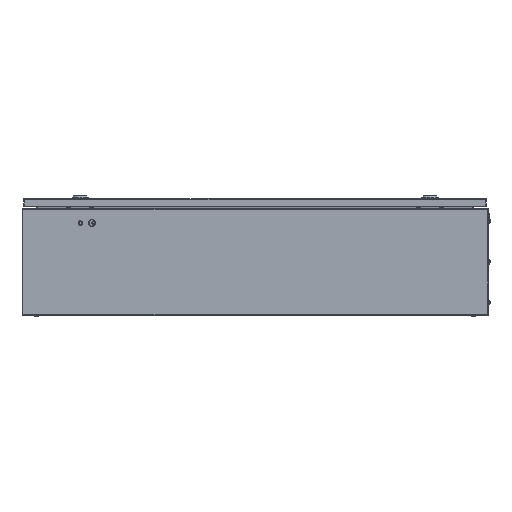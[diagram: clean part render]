
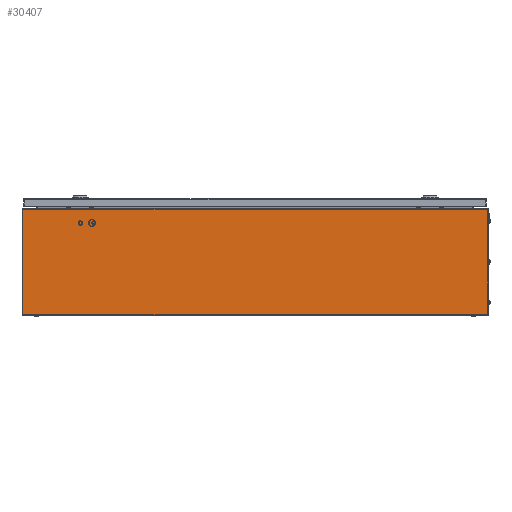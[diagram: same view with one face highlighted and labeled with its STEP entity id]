
A CAD part, left-side view. The second image highlights one B-rep face of the part: STEP entity #30407.
In plain terms, the highlighted planar face has unit normal (-1, 0, 0).
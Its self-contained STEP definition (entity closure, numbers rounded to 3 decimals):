
#1771 = EDGE_CURVE ( 'NONE', #73163, #16500, #43063, .T. ) ;
#2582 = DIRECTION ( 'NONE',  ( 0., -1., 0. ) ) ;
#7522 = CARTESIAN_POINT ( 'NONE',  ( 0., 800., 0. ) ) ;
#8371 = ORIENTED_EDGE ( 'NONE', *, *, #65959, .T. ) ;
#11364 = ORIENTED_EDGE ( 'NONE', *, *, #1771, .T. ) ;
#11684 = EDGE_LOOP ( 'NONE', ( #11364, #55930, #48779, #8371 ) ) ;
#16500 = VERTEX_POINT ( 'NONE', #19495 ) ;
#16891 = AXIS2_PLACEMENT_3D ( 'NONE', #61791, #54489, #37643 ) ;
#17657 = VECTOR ( 'NONE', #32894, 1000. ) ;
#19495 = CARTESIAN_POINT ( 'NONE',  ( 0., 0., 0. ) ) ;
#20339 = CARTESIAN_POINT ( 'NONE',  ( 0., 0., 183. ) ) ;
#26541 = FACE_OUTER_BOUND ( 'NONE', #11684, .T. ) ;
#30407 = ADVANCED_FACE ( 'NONE', ( #26541 ), #73274, .F. ) ;
#31630 = CARTESIAN_POINT ( 'NONE',  ( 0., 800., 183. ) ) ;
#32894 = DIRECTION ( 'NONE',  ( 0., -1., 0. ) ) ;
#35976 = LINE ( 'NONE', #59372, #47607 ) ;
#37643 = DIRECTION ( 'NONE',  ( 0., 0., -1. ) ) ;
#43063 = LINE ( 'NONE', #66479, #74926 ) ;
#46666 = DIRECTION ( 'NONE',  ( 0., 0., -1. ) ) ;
#47607 = VECTOR ( 'NONE', #46666, 1000. ) ;
#48779 = ORIENTED_EDGE ( 'NONE', *, *, #54401, .F. ) ;
#49120 = EDGE_CURVE ( 'NONE', #65132, #16500, #35976, .T. ) ;
#49770 = LINE ( 'NONE', #20339, #17657 ) ;
#51523 = VECTOR ( 'NONE', #59286, 1000. ) ;
#54271 = LINE ( 'NONE', #31630, #51523 ) ;
#54401 = EDGE_CURVE ( 'NONE', #74696, #65132, #49770, .T. ) ;
#54489 = DIRECTION ( 'NONE',  ( 1., 0., 0. ) ) ;
#55930 = ORIENTED_EDGE ( 'NONE', *, *, #49120, .F. ) ;
#59286 = DIRECTION ( 'NONE',  ( 0., 0., -1. ) ) ;
#59372 = CARTESIAN_POINT ( 'NONE',  ( 0., 0., 183. ) ) ;
#61791 = CARTESIAN_POINT ( 'NONE',  ( 0., 0., 183. ) ) ;
#65132 = VERTEX_POINT ( 'NONE', #66598 ) ;
#65959 = EDGE_CURVE ( 'NONE', #74696, #73163, #54271, .T. ) ;
#66479 = CARTESIAN_POINT ( 'NONE',  ( 0., 0., 0. ) ) ;
#66598 = CARTESIAN_POINT ( 'NONE',  ( 0., 0., 183. ) ) ;
#68828 = CARTESIAN_POINT ( 'NONE',  ( 0., 800., 183. ) ) ;
#73163 = VERTEX_POINT ( 'NONE', #7522 ) ;
#73274 = PLANE ( 'NONE',  #16891 ) ;
#74696 = VERTEX_POINT ( 'NONE', #68828 ) ;
#74926 = VECTOR ( 'NONE', #2582, 1000. ) ;
